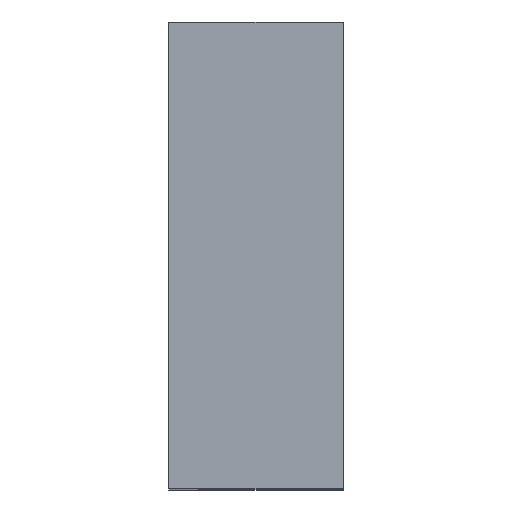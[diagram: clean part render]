
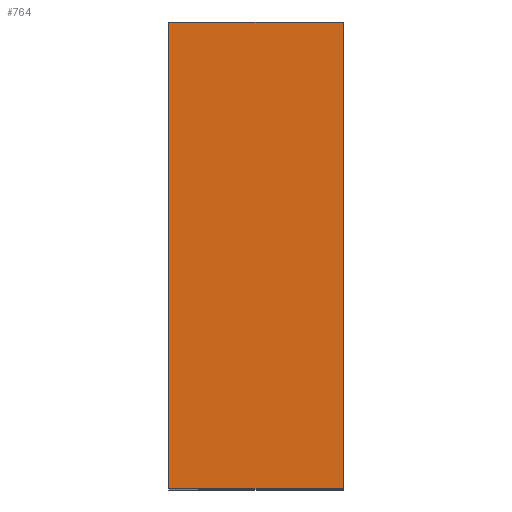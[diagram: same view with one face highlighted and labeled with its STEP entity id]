
A CAD part, top view. The second image highlights one B-rep face of the part: STEP entity #764.
In plain terms, the highlighted planar face has unit normal (0, 0, 1).
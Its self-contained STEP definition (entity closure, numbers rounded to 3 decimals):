
#44 = PLANE('',#45);
#45 = AXIS2_PLACEMENT_3D('',#46,#47,#48);
#46 = CARTESIAN_POINT('',(-15.,0.,142.5));
#47 = DIRECTION('',(1.,0.,0.));
#48 = DIRECTION('',(0.,0.,-1.));
#72 = PLANE('',#73);
#73 = AXIS2_PLACEMENT_3D('',#74,#75,#76);
#74 = CARTESIAN_POINT('',(-8.07,-40.,71.25));
#75 = DIRECTION('',(-0.,-1.,-0.));
#76 = DIRECTION('',(0.,0.,-1.));
#126 = PLANE('',#127);
#127 = AXIS2_PLACEMENT_3D('',#128,#129,#130);
#128 = CARTESIAN_POINT('',(-8.07,40.,71.25));
#129 = DIRECTION('',(-0.,-1.,-0.));
#130 = DIRECTION('',(0.,0.,-1.));
#141 = EDGE_CURVE('',#142,#144,#146,.T.);
#142 = VERTEX_POINT('',#143);
#143 = CARTESIAN_POINT('',(-15.,-40.,142.5));
#144 = VERTEX_POINT('',#145);
#145 = CARTESIAN_POINT('',(-15.,40.,142.5));
#146 = SURFACE_CURVE('',#147,(#151,#158),.PCURVE_S1.);
#147 = LINE('',#148,#149);
#148 = CARTESIAN_POINT('',(-15.,-40.,142.5));
#149 = VECTOR('',#150,1.);
#150 = DIRECTION('',(0.,1.,0.));
#151 = PCURVE('',#44,#152);
#152 = DEFINITIONAL_REPRESENTATION('',(#153),#157);
#153 = LINE('',#154,#155);
#154 = CARTESIAN_POINT('',(0.,-40.));
#155 = VECTOR('',#156,1.);
#156 = DIRECTION('',(0.,1.));
#157 = ( GEOMETRIC_REPRESENTATION_CONTEXT(2) 
PARAMETRIC_REPRESENTATION_CONTEXT() REPRESENTATION_CONTEXT('2D SPACE',''
  ) );
#158 = PCURVE('',#159,#164);
#159 = PLANE('',#160);
#160 = AXIS2_PLACEMENT_3D('',#161,#162,#163);
#161 = CARTESIAN_POINT('',(15.,0.,142.5));
#162 = DIRECTION('',(-0.,-0.,-1.));
#163 = DIRECTION('',(-1.,0.,0.));
#164 = DEFINITIONAL_REPRESENTATION('',(#165),#169);
#165 = LINE('',#166,#167);
#166 = CARTESIAN_POINT('',(30.,-40.));
#167 = VECTOR('',#168,1.);
#168 = DIRECTION('',(0.,1.));
#169 = ( GEOMETRIC_REPRESENTATION_CONTEXT(2) 
PARAMETRIC_REPRESENTATION_CONTEXT() REPRESENTATION_CONTEXT('2D SPACE',''
  ) );
#548 = VERTEX_POINT('',#549);
#549 = CARTESIAN_POINT('',(15.,-40.,142.5));
#563 = PLANE('',#564);
#564 = AXIS2_PLACEMENT_3D('',#565,#566,#567);
#565 = CARTESIAN_POINT('',(15.,0.,137.5));
#566 = DIRECTION('',(-1.,0.,0.));
#567 = DIRECTION('',(0.,0.,1.));
#575 = EDGE_CURVE('',#548,#142,#576,.T.);
#576 = SURFACE_CURVE('',#577,(#581,#588),.PCURVE_S1.);
#577 = LINE('',#578,#579);
#578 = CARTESIAN_POINT('',(15.,-40.,142.5));
#579 = VECTOR('',#580,1.);
#580 = DIRECTION('',(-1.,0.,0.));
#581 = PCURVE('',#72,#582);
#582 = DEFINITIONAL_REPRESENTATION('',(#583),#587);
#583 = LINE('',#584,#585);
#584 = CARTESIAN_POINT('',(-71.25,23.07));
#585 = VECTOR('',#586,1.);
#586 = DIRECTION('',(0.,-1.));
#587 = ( GEOMETRIC_REPRESENTATION_CONTEXT(2) 
PARAMETRIC_REPRESENTATION_CONTEXT() REPRESENTATION_CONTEXT('2D SPACE',''
  ) );
#588 = PCURVE('',#159,#589);
#589 = DEFINITIONAL_REPRESENTATION('',(#590),#594);
#590 = LINE('',#591,#592);
#591 = CARTESIAN_POINT('',(0.,-40.));
#592 = VECTOR('',#593,1.);
#593 = DIRECTION('',(1.,0.));
#594 = ( GEOMETRIC_REPRESENTATION_CONTEXT(2) 
PARAMETRIC_REPRESENTATION_CONTEXT() REPRESENTATION_CONTEXT('2D SPACE',''
  ) );
#721 = VERTEX_POINT('',#722);
#722 = CARTESIAN_POINT('',(15.,40.,142.5));
#743 = EDGE_CURVE('',#721,#144,#744,.T.);
#744 = SURFACE_CURVE('',#745,(#749,#756),.PCURVE_S1.);
#745 = LINE('',#746,#747);
#746 = CARTESIAN_POINT('',(15.,40.,142.5));
#747 = VECTOR('',#748,1.);
#748 = DIRECTION('',(-1.,0.,0.));
#749 = PCURVE('',#126,#750);
#750 = DEFINITIONAL_REPRESENTATION('',(#751),#755);
#751 = LINE('',#752,#753);
#752 = CARTESIAN_POINT('',(-71.25,23.07));
#753 = VECTOR('',#754,1.);
#754 = DIRECTION('',(0.,-1.));
#755 = ( GEOMETRIC_REPRESENTATION_CONTEXT(2) 
PARAMETRIC_REPRESENTATION_CONTEXT() REPRESENTATION_CONTEXT('2D SPACE',''
  ) );
#756 = PCURVE('',#159,#757);
#757 = DEFINITIONAL_REPRESENTATION('',(#758),#762);
#758 = LINE('',#759,#760);
#759 = CARTESIAN_POINT('',(0.,40.));
#760 = VECTOR('',#761,1.);
#761 = DIRECTION('',(1.,0.));
#762 = ( GEOMETRIC_REPRESENTATION_CONTEXT(2) 
PARAMETRIC_REPRESENTATION_CONTEXT() REPRESENTATION_CONTEXT('2D SPACE',''
  ) );
#764 = ADVANCED_FACE('',(#765),#159,.F.);
#765 = FACE_BOUND('',#766,.F.);
#766 = EDGE_LOOP('',(#767,#788,#789,#790));
#767 = ORIENTED_EDGE('',*,*,#768,.F.);
#768 = EDGE_CURVE('',#548,#721,#769,.T.);
#769 = SURFACE_CURVE('',#770,(#774,#781),.PCURVE_S1.);
#770 = LINE('',#771,#772);
#771 = CARTESIAN_POINT('',(15.,-40.,142.5));
#772 = VECTOR('',#773,1.);
#773 = DIRECTION('',(0.,1.,0.));
#774 = PCURVE('',#159,#775);
#775 = DEFINITIONAL_REPRESENTATION('',(#776),#780);
#776 = LINE('',#777,#778);
#777 = CARTESIAN_POINT('',(0.,-40.));
#778 = VECTOR('',#779,1.);
#779 = DIRECTION('',(0.,1.));
#780 = ( GEOMETRIC_REPRESENTATION_CONTEXT(2) 
PARAMETRIC_REPRESENTATION_CONTEXT() REPRESENTATION_CONTEXT('2D SPACE',''
  ) );
#781 = PCURVE('',#563,#782);
#782 = DEFINITIONAL_REPRESENTATION('',(#783),#787);
#783 = LINE('',#784,#785);
#784 = CARTESIAN_POINT('',(5.,-40.));
#785 = VECTOR('',#786,1.);
#786 = DIRECTION('',(0.,1.));
#787 = ( GEOMETRIC_REPRESENTATION_CONTEXT(2) 
PARAMETRIC_REPRESENTATION_CONTEXT() REPRESENTATION_CONTEXT('2D SPACE',''
  ) );
#788 = ORIENTED_EDGE('',*,*,#575,.T.);
#789 = ORIENTED_EDGE('',*,*,#141,.T.);
#790 = ORIENTED_EDGE('',*,*,#743,.F.);
